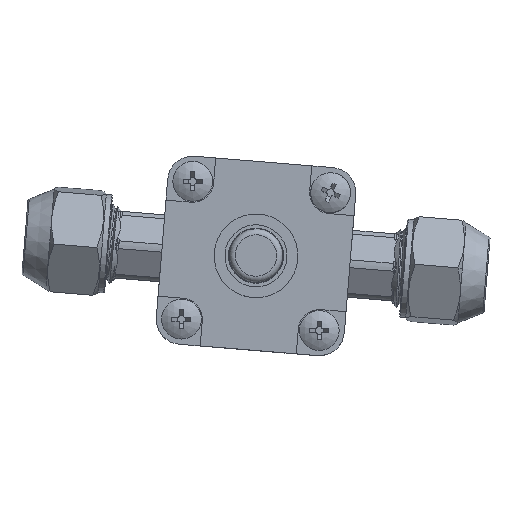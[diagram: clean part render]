
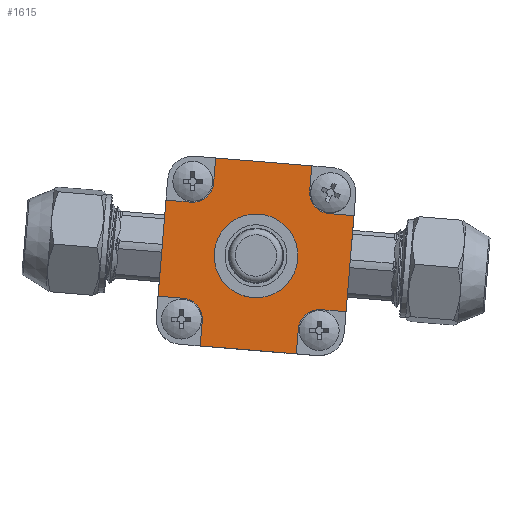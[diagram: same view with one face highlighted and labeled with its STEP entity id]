
A CAD part, top view. The second image highlights one B-rep face of the part: STEP entity #1615.
In plain terms, the highlighted planar face has unit normal (0, 0, 1).
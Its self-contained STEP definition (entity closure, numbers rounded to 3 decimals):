
#1426=CARTESIAN_POINT('',(-14.717,-20.835,49.9));
#1427=VERTEX_POINT('',#1426);
#1453=CARTESIAN_POINT('',(-13.077,-0.902,49.9));
#1454=VERTEX_POINT('',#1453);
#1455=CARTESIAN_POINT('',(-13.897,-10.868,49.9));
#1456=DIRECTION('',(-0.,0.,-1.));
#1457=DIRECTION('',(-0.082,-0.997,0.));
#1458=AXIS2_PLACEMENT_3D('',#1455,#1456,#1457);
#1459=CIRCLE('',#1458,10.);
#1460=EDGE_CURVE('NONE',#1454,#1427,#1459,.T.);
#1462=CARTESIAN_POINT('',(-13.897,-10.868,49.9));
#1463=DIRECTION('',(-0.,0.,-1.));
#1464=DIRECTION('',(-0.082,-0.997,0.));
#1465=AXIS2_PLACEMENT_3D('',#1462,#1463,#1464);
#1466=CIRCLE('',#1465,10.);
#1467=EDGE_CURVE('NONE',#1427,#1454,#1466,.T.);
#1472=CARTESIAN_POINT('',(-3.93,-11.688,49.9));
#1473=DIRECTION('',(0.,0.,-1.));
#1474=DIRECTION('',(-0.082,-0.997,0.));
#1475=AXIS2_PLACEMENT_3D('',#1472,#1473,#1474);
#1476=PLANE('',#1475);
#1477=ORIENTED_EDGE('',*,*,#1467,.T.);
#1478=ORIENTED_EDGE('',*,*,#1460,.T.);
#1479=EDGE_LOOP('',(#1477,#1478));
#1480=FACE_BOUND('',#1479,.T.);
#1481=CARTESIAN_POINT('',(-23.513,12.499,49.9));
#1482=VERTEX_POINT('',#1481);
#1483=CARTESIAN_POINT('',(-24.005,6.519,49.9));
#1484=VERTEX_POINT('',#1483);
#1485=CARTESIAN_POINT('',(-23.513,12.499,49.9));
#1486=DIRECTION('',(-0.082,-0.997,0.));
#1487=VECTOR('',#1486,6.);
#1488=LINE('',#1485,#1487);
#1489=EDGE_CURVE('NONE',#1482,#1484,#1488,.T.);
#1490=ORIENTED_EDGE('',*,*,#1489,.T.);
#1491=CARTESIAN_POINT('',(-29.398,1.946,49.9));
#1492=VERTEX_POINT('',#1491);
#1493=CARTESIAN_POINT('',(-28.988,6.929,49.9));
#1494=DIRECTION('',(-0.,0.,-1.));
#1495=DIRECTION('',(0.082,0.997,0.));
#1496=AXIS2_PLACEMENT_3D('',#1493,#1494,#1495);
#1497=CIRCLE('',#1496,5.);
#1498=EDGE_CURVE('NONE',#1484,#1492,#1497,.T.);
#1499=ORIENTED_EDGE('',*,*,#1498,.T.);
#1500=CARTESIAN_POINT('',(-35.378,2.438,49.9));
#1501=VERTEX_POINT('',#1500);
#1502=CARTESIAN_POINT('',(-29.398,1.946,49.9));
#1503=DIRECTION('',(-0.997,0.082,0.));
#1504=VECTOR('',#1503,6.);
#1505=LINE('',#1502,#1504);
#1506=EDGE_CURVE('NONE',#1492,#1501,#1505,.T.);
#1507=ORIENTED_EDGE('',*,*,#1506,.T.);
#1508=CARTESIAN_POINT('',(-37.264,-20.485,49.9));
#1509=VERTEX_POINT('',#1508);
#1510=CARTESIAN_POINT('',(-35.378,2.438,49.9));
#1511=DIRECTION('',(-0.082,-0.997,0.));
#1512=VECTOR('',#1511,23.);
#1513=LINE('',#1510,#1512);
#1514=EDGE_CURVE('NONE',#1501,#1509,#1513,.T.);
#1515=ORIENTED_EDGE('',*,*,#1514,.T.);
#1516=CARTESIAN_POINT('',(-31.284,-20.977,49.9));
#1517=VERTEX_POINT('',#1516);
#1518=CARTESIAN_POINT('',(-31.284,-20.977,49.9));
#1519=DIRECTION('',(-0.997,0.082,0.));
#1520=VECTOR('',#1519,6.);
#1521=LINE('',#1518,#1520);
#1522=EDGE_CURVE('NONE',#1517,#1509,#1521,.T.);
#1523=ORIENTED_EDGE('',*,*,#1522,.F.);
#1524=CARTESIAN_POINT('',(-26.711,-26.37,49.9));
#1525=VERTEX_POINT('',#1524);
#1526=CARTESIAN_POINT('',(-31.694,-25.96,49.9));
#1527=DIRECTION('',(0.,-0.,1.));
#1528=DIRECTION('',(0.082,0.997,0.));
#1529=AXIS2_PLACEMENT_3D('',#1526,#1527,#1528);
#1530=CIRCLE('',#1529,5.);
#1531=EDGE_CURVE('NONE',#1525,#1517,#1530,.T.);
#1532=ORIENTED_EDGE('',*,*,#1531,.F.);
#1533=CARTESIAN_POINT('',(-27.203,-32.35,49.9));
#1534=VERTEX_POINT('',#1533);
#1535=CARTESIAN_POINT('',(-27.203,-32.35,49.9));
#1536=DIRECTION('',(0.082,0.997,-0.));
#1537=VECTOR('',#1536,6.);
#1538=LINE('',#1535,#1537);
#1539=EDGE_CURVE('NONE',#1534,#1525,#1538,.T.);
#1540=ORIENTED_EDGE('',*,*,#1539,.F.);
#1541=CARTESIAN_POINT('',(-4.28,-34.236,49.9));
#1542=VERTEX_POINT('',#1541);
#1543=CARTESIAN_POINT('',(-27.203,-32.35,49.9));
#1544=DIRECTION('',(0.997,-0.082,-0.));
#1545=VECTOR('',#1544,23.);
#1546=LINE('',#1543,#1545);
#1547=EDGE_CURVE('NONE',#1534,#1542,#1546,.T.);
#1548=ORIENTED_EDGE('',*,*,#1547,.T.);
#1549=CARTESIAN_POINT('',(-3.788,-28.256,49.9));
#1550=VERTEX_POINT('',#1549);
#1551=CARTESIAN_POINT('',(-3.788,-28.256,49.9));
#1552=DIRECTION('',(-0.082,-0.997,0.));
#1553=VECTOR('',#1552,6.);
#1554=LINE('',#1551,#1553);
#1555=EDGE_CURVE('NONE',#1550,#1542,#1554,.T.);
#1556=ORIENTED_EDGE('',*,*,#1555,.F.);
#1557=CARTESIAN_POINT('',(1.605,-23.683,49.9));
#1558=VERTEX_POINT('',#1557);
#1559=CARTESIAN_POINT('',(1.195,-28.666,49.9));
#1560=DIRECTION('',(0.,-0.,1.));
#1561=DIRECTION('',(0.082,0.997,0.));
#1562=AXIS2_PLACEMENT_3D('',#1559,#1560,#1561);
#1563=CIRCLE('',#1562,5.);
#1564=EDGE_CURVE('NONE',#1558,#1550,#1563,.T.);
#1565=ORIENTED_EDGE('',*,*,#1564,.F.);
#1566=CARTESIAN_POINT('',(7.585,-24.175,49.9));
#1567=VERTEX_POINT('',#1566);
#1568=CARTESIAN_POINT('',(7.585,-24.175,49.9));
#1569=DIRECTION('',(-0.997,0.082,0.));
#1570=VECTOR('',#1569,6.);
#1571=LINE('',#1568,#1570);
#1572=EDGE_CURVE('NONE',#1567,#1558,#1571,.T.);
#1573=ORIENTED_EDGE('',*,*,#1572,.F.);
#1574=CARTESIAN_POINT('',(9.471,-1.252,49.9));
#1575=VERTEX_POINT('',#1574);
#1576=CARTESIAN_POINT('',(7.585,-24.175,49.9));
#1577=DIRECTION('',(0.082,0.997,-0.));
#1578=VECTOR('',#1577,23.);
#1579=LINE('',#1576,#1578);
#1580=EDGE_CURVE('NONE',#1567,#1575,#1579,.T.);
#1581=ORIENTED_EDGE('',*,*,#1580,.T.);
#1582=CARTESIAN_POINT('',(3.491,-0.76,49.9));
#1583=VERTEX_POINT('',#1582);
#1584=CARTESIAN_POINT('',(9.471,-1.252,49.9));
#1585=DIRECTION('',(-0.997,0.082,0.));
#1586=VECTOR('',#1585,6.);
#1587=LINE('',#1584,#1586);
#1588=EDGE_CURVE('NONE',#1575,#1583,#1587,.T.);
#1589=ORIENTED_EDGE('',*,*,#1588,.T.);
#1590=CARTESIAN_POINT('',(-1.082,4.633,49.9));
#1591=VERTEX_POINT('',#1590);
#1592=CARTESIAN_POINT('',(3.901,4.223,49.9));
#1593=DIRECTION('',(-0.,0.,-1.));
#1594=DIRECTION('',(0.082,0.997,0.));
#1595=AXIS2_PLACEMENT_3D('',#1592,#1593,#1594);
#1596=CIRCLE('',#1595,5.);
#1597=EDGE_CURVE('NONE',#1583,#1591,#1596,.T.);
#1598=ORIENTED_EDGE('',*,*,#1597,.T.);
#1599=CARTESIAN_POINT('',(-0.59,10.613,49.9));
#1600=VERTEX_POINT('',#1599);
#1601=CARTESIAN_POINT('',(-1.082,4.633,49.9));
#1602=DIRECTION('',(0.082,0.997,-0.));
#1603=VECTOR('',#1602,6.);
#1604=LINE('',#1601,#1603);
#1605=EDGE_CURVE('NONE',#1591,#1600,#1604,.T.);
#1606=ORIENTED_EDGE('',*,*,#1605,.T.);
#1607=CARTESIAN_POINT('',(-0.59,10.613,49.9));
#1608=DIRECTION('',(-0.997,0.082,0.));
#1609=VECTOR('',#1608,23.);
#1610=LINE('',#1607,#1609);
#1611=EDGE_CURVE('NONE',#1600,#1482,#1610,.T.);
#1612=ORIENTED_EDGE('',*,*,#1611,.T.);
#1613=EDGE_LOOP('',(#1490,#1499,#1507,#1515,#1523,#1532,#1540,#1548,#1556,#1565,#1573,#1581,#1589,#1598,#1606,#1612));
#1614=FACE_BOUND('',#1613,.T.);
#1615=ADVANCED_FACE('NONE',(#1480,#1614),#1476,.F.);
